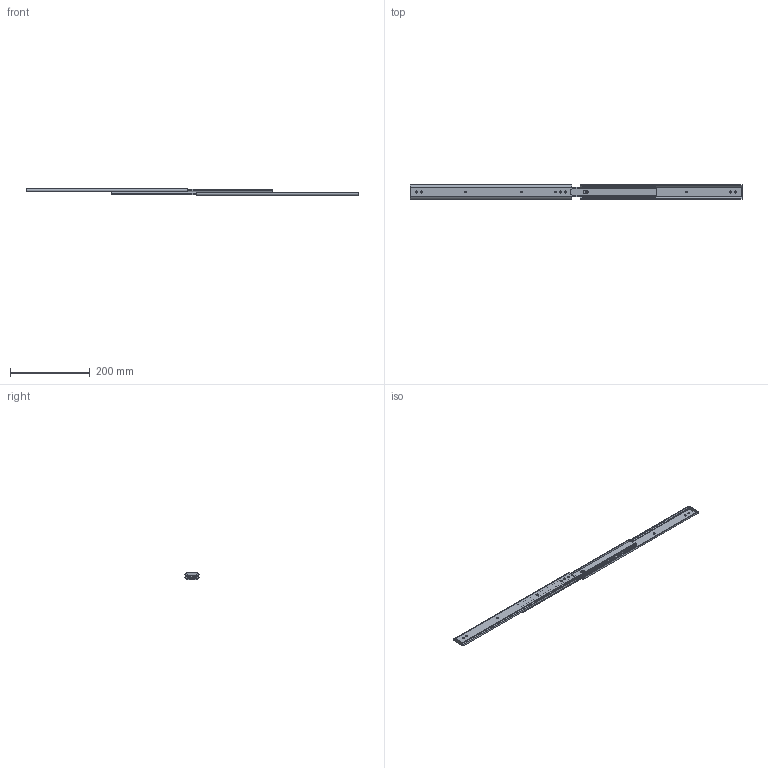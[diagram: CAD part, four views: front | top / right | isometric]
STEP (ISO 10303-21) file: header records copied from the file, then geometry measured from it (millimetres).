
FILE_DESCRIPTION (( 'STEP AP203' ), '1' );
FILE_NAME ('KC-252-16.STEP', '2019-06-04T00:48:53', ( '' ), ( '' ), 'SwSTEP 2.0', 'SolidWorks 2014', '' );
FILE_SCHEMA (( 'CONFIG_CONTROL_DESIGN' ));
Length unit declared in the file: millimetre
Products named in the file (4): KC-252-16; KC-252-16_ボールメンバー_; KC-252-16_インナーメンバー_; KC-252-16_アウターメンバー_
Assembly tree (6 placements, depth 2):
  KC-252-16
    KC-252-16_アウターメンバー_  x2
    KC-252-16_インナーメンバー_  x2
    KC-252-16_ボールメンバー_  x2
Bounding box: 834.4 x 35.29 x 19.2 mm (x, y, z)
Volume: 115060.6 mm3; surface area: 162040.3 mm2
Topology: 6 solids, 6 shells, 310 faces, 898 edges, 592 vertices
Faces by surface type: plane 176, cylinder 134
Entity records: 5703 total; most frequent: CARTESIAN_POINT 949, DIRECTION 911, ORIENTED_EDGE 898, EDGE_CURVE 449, AXIS2_PLACEMENT_3D 306, VECTOR 299, LINE 299, VERTEX_POINT 296
